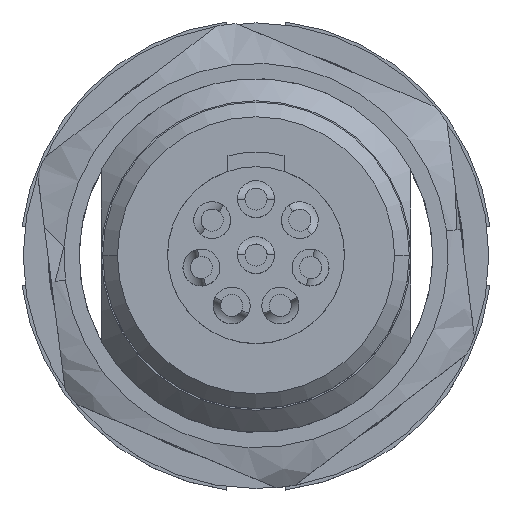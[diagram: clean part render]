
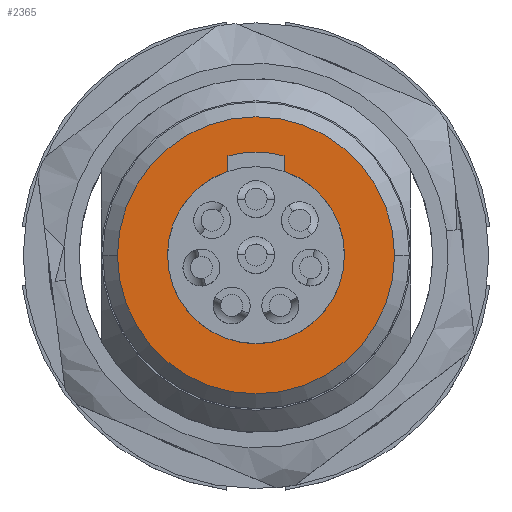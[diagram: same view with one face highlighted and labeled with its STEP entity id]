
A CAD part, top view. The second image highlights one B-rep face of the part: STEP entity #2365.
In plain terms, the highlighted planar face has unit normal (0, 0, 1).
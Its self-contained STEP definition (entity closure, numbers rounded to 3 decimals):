
#1547=EDGE_CURVE('',#4061,#3165,#4428,.T.);
#1673=EDGE_CURVE('',#2587,#2461,#4565,.T.);
#1715=EDGE_CURVE('',#2461,#3711,#4614,.T.);
#1889=EDGE_CURVE('',#2889,#3219,#4803,.T.);
#1961=VERTEX_POINT('',#4883);
#2025=EDGE_CURVE('',#3711,#3219,#4952,.T.);
#2365=ADVANCED_FACE('',(#5327,#5328),#5329,.F.);
#2461=VERTEX_POINT('',#5440);
#2559=EDGE_CURVE('',#1961,#2889,#5546,.T.);
#2587=VERTEX_POINT('',#5577);
#2889=VERTEX_POINT('',#5909);
#3139=EDGE_CURVE('',#2587,#1961,#6187,.T.);
#3165=VERTEX_POINT('',#6214);
#3219=VERTEX_POINT('',#6273);
#3627=EDGE_CURVE('',#3165,#4061,#6712,.T.);
#3711=VERTEX_POINT('',#6804);
#4061=VERTEX_POINT('',#7194);
#4428=CIRCLE('',#7712,4.7);
#4565=CIRCLE('',#7975,3.0);
#4614=CIRCLE('',#8049,3.0);
#4803=LINE('',#8413,#8414);
#4883=CARTESIAN_POINT('',(-0.95,3.369,16.5));
#4952=CIRCLE('',#8746,3.0);
#5327=FACE_OUTER_BOUND('',#9565,.T.);
#5328=FACE_BOUND('',#9566,.T.);
#5329=PLANE('',#9567);
#5440=CARTESIAN_POINT('',(-3.0,0.,16.5));
#5546=CIRCLE('',#10025,3.5);
#5577=CARTESIAN_POINT('',(-0.95,2.846,16.5));
#5909=CARTESIAN_POINT('',(0.95,3.369,16.5));
#6187=LINE('',#11322,#11323);
#6214=CARTESIAN_POINT('',(4.7,0.,16.5));
#6273=CARTESIAN_POINT('',(0.95,2.846,16.5));
#6712=CIRCLE('',#12293,4.7);
#6804=CARTESIAN_POINT('',(3.0,0.,16.5));
#7194=CARTESIAN_POINT('',(-4.7,0.,16.5));
#7712=AXIS2_PLACEMENT_3D('',#14004,#14005,#14006);
#7975=AXIS2_PLACEMENT_3D('',#14148,#14149,#14150);
#8049=AXIS2_PLACEMENT_3D('',#14224,#14225,#14226);
#8413=CARTESIAN_POINT('',(0.95,3.369,16.5));
#8414=VECTOR('',#14402,0.523);
#8746=AXIS2_PLACEMENT_3D('',#14548,#14549,#14550);
#9565=EDGE_LOOP('',(#14915,#14916));
#9566=EDGE_LOOP('',(#14917,#14918,#14919,#14920,#14921,#14922));
#9567=AXIS2_PLACEMENT_3D('',#14923,#14924,#14925);
#10025=AXIS2_PLACEMENT_3D('',#15164,#15165,#15166);
#11322=CARTESIAN_POINT('',(-0.95,2.846,16.5));
#11323=VECTOR('',#15846,0.523);
#12293=AXIS2_PLACEMENT_3D('',#16334,#16335,#16336);
#14004=CARTESIAN_POINT('',(0.0,0.0,16.5));
#14005=DIRECTION('',(0.0,0.0,-1.0));
#14006=DIRECTION('',(-1.0,0.0,0.0));
#14148=CARTESIAN_POINT('',(0.0,0.0,16.5));
#14149=DIRECTION('',(0.0,0.0,1.0));
#14150=DIRECTION('',(-1.0,0.0,0.0));
#14224=CARTESIAN_POINT('',(0.0,0.0,16.5));
#14225=DIRECTION('',(0.0,0.0,1.0));
#14226=DIRECTION('',(-1.0,0.0,0.0));
#14402=DIRECTION('',(0.0,-1.0,0.0));
#14548=CARTESIAN_POINT('',(0.0,0.0,16.5));
#14549=DIRECTION('',(0.0,0.0,1.0));
#14550=DIRECTION('',(-1.0,0.0,0.0));
#14915=ORIENTED_EDGE('',*,*,#3627,.F.);
#14916=ORIENTED_EDGE('',*,*,#1547,.F.);
#14917=ORIENTED_EDGE('',*,*,#1889,.T.);
#14918=ORIENTED_EDGE('',*,*,#2025,.F.);
#14919=ORIENTED_EDGE('',*,*,#1715,.F.);
#14920=ORIENTED_EDGE('',*,*,#1673,.F.);
#14921=ORIENTED_EDGE('',*,*,#3139,.T.);
#14922=ORIENTED_EDGE('',*,*,#2559,.T.);
#14923=CARTESIAN_POINT('',(0.0,0.0,16.5));
#14924=DIRECTION('',(0.0,0.0,-1.0));
#14925=DIRECTION('',(0.0,-1.0,0.0));
#15164=CARTESIAN_POINT('',(0.0,0.0,16.5));
#15165=DIRECTION('',(0.0,0.0,-1.0));
#15166=DIRECTION('',(0.271,0.962,0.0));
#15846=DIRECTION('',(0.0,1.0,0.0));
#16334=CARTESIAN_POINT('',(0.0,0.0,16.5));
#16335=DIRECTION('',(0.0,0.0,-1.0));
#16336=DIRECTION('',(-1.0,0.0,0.0));
